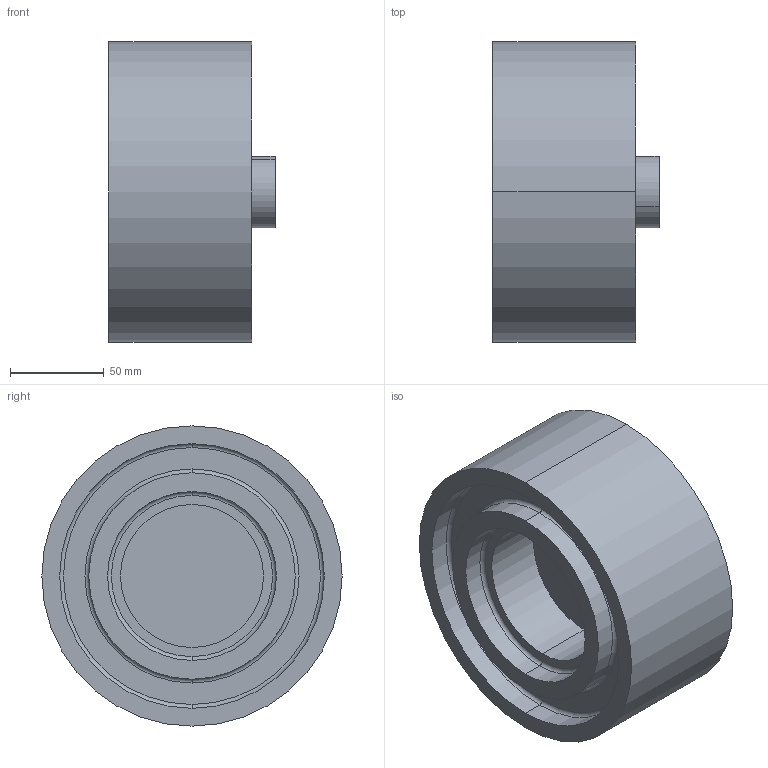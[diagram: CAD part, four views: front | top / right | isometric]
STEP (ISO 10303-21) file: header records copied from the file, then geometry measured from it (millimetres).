
FILE_DESCRIPTION (( 'STEP AP203' ), '1' );
FILE_NAME ('-7886532.STEP', '2015-03-23T17:07:10', ( 'enduser' ), ( '' ), 'SwSTEP 2.0', 'SolidWorks 2014', '' );
FILE_SCHEMA (( 'CONFIG_CONTROL_DESIGN' ));
Length unit declared in the file: inch
Products named in the file (1): -7886532
Bounding box: 88.65 x 160.02 x 160.02 mm (x, y, z)
Surface area: 118326.7 mm2 (no closed solid volume)
Topology: 0 solids, 3 shells, 28 faces, 58 edges, 38 vertices
Faces by surface type: cylinder 14, plane 8, torus 6
Entity records: 843 total; most frequent: DIRECTION 160, CARTESIAN_POINT 125, ORIENTED_EDGE 108, AXIS2_PLACEMENT_3D 73, EDGE_CURVE 58, CIRCLE 44, VERTEX_POINT 38, EDGE_LOOP 34
